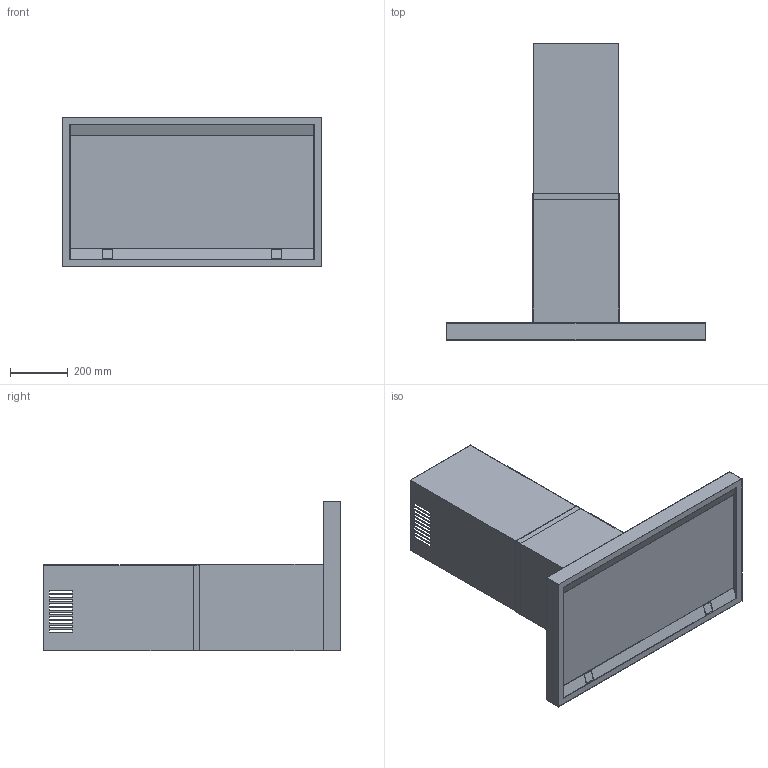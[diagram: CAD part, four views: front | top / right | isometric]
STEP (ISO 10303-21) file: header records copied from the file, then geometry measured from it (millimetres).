
FILE_DESCRIPTION((''),'2;1');
FILE_NAME('WM-LIN9S','2021-02-12T',('seona'),(''),'CREO PARAMETRIC BY PTC INC, 2016260','CREO PARAMETRIC BY PTC INC, 2016260','');
FILE_SCHEMA(('CONFIG_CONTROL_DESIGN'));
Length unit declared in the file: millimetre
Products named in the file (1): WM-LIN9S
Bounding box: 900 x 1030 x 520 mm (x, y, z)
Volume: 1989114 mm3; surface area: 3983167.9 mm2
Topology: 5 solids, 5 shells, 154 faces, 414 edges, 272 vertices
Faces by surface type: plane 150, bspline 4
Entity records: 4900 total; most frequent: CARTESIAN_POINT 932, ORIENTED_EDGE 828, DIRECTION 714, VECTOR 414, LINE 414, EDGE_CURVE 414, VERTEX_POINT 272, EDGE_LOOP 200
